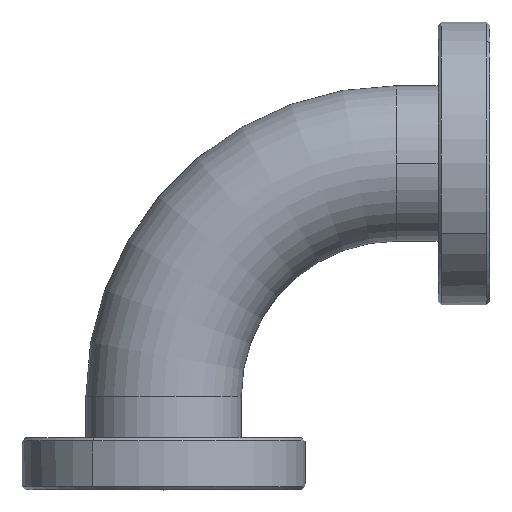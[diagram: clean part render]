
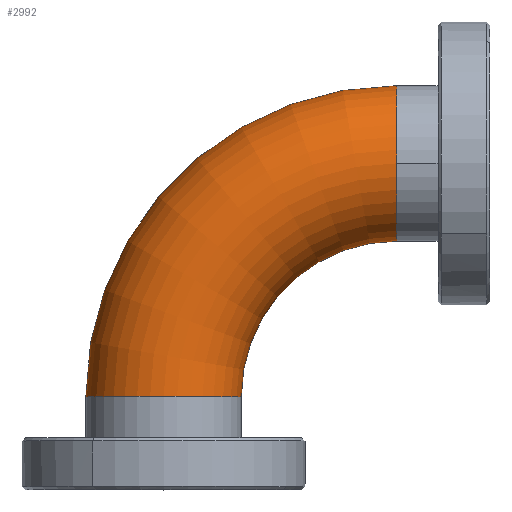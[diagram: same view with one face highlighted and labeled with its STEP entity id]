
A CAD part, top view. The second image highlights one B-rep face of the part: STEP entity #2992.
In plain terms, the highlighted toroidal (fillet/blend) face has major radius 57.15 mm and minor radius 19.05 mm.
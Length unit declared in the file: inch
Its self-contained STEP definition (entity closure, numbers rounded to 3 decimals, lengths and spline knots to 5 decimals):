
#2039 = CARTESIAN_POINT ( 'NONE',  ( -0.75, 0.69, 0. ) ) ;
#2040 = CARTESIAN_POINT ( 'NONE',  ( 0.75, 0.69, 0. ) ) ;
#2046 = CARTESIAN_POINT ( 'NONE',  ( 2.25, 3.69, 0. ) ) ;
#2047 = DIRECTION ( 'NONE',  ( -1., 0., 0. ) ) ;
#2048 = DIRECTION ( 'NONE',  ( 0., 0., -1. ) ) ;
#2049 = CARTESIAN_POINT ( 'NONE',  ( 2.25, 0.69, 0. ) ) ;
#2050 = AXIS2_PLACEMENT_3D ( 'NONE', #2049, #2048, #2047 ) ;
#2051 = CIRCLE ( 'NONE', #2050, 3. ) ;
#2058 = CARTESIAN_POINT ( 'NONE',  ( 2.25, 2.19, 0. ) ) ;
#2122 = DIRECTION ( 'NONE',  ( -1., 0., 0. ) ) ;
#2123 = DIRECTION ( 'NONE',  ( 0., 0., -1. ) ) ;
#2124 = CARTESIAN_POINT ( 'NONE',  ( 2.25, 0.69, 0. ) ) ;
#2125 = AXIS2_PLACEMENT_3D ( 'NONE', #2124, #2123, #2122 ) ;
#2126 = CIRCLE ( 'NONE', #2125, 1.5 ) ;
#2142 = CARTESIAN_POINT ( 'NONE',  ( 2.25, 2.94, 0.75 ) ) ;
#2193 = TOROIDAL_SURFACE ( 'NONE', #2254, 2.25, 0.75 ) ;
#2194 = DIRECTION ( 'NONE',  ( 0., 0., 1. ) ) ;
#2195 = DIRECTION ( 'NONE',  ( 1., 0., 0. ) ) ;
#2196 = CARTESIAN_POINT ( 'NONE',  ( 2.25, 2.94, 0. ) ) ;
#2197 = AXIS2_PLACEMENT_3D ( 'NONE', #2196, #2195, #2194 ) ;
#2198 = CIRCLE ( 'NONE', #2197, 0.75 ) ;
#2199 = FACE_OUTER_BOUND ( 'NONE', #2997, .T. ) ;
#2210 = DIRECTION ( 'NONE',  ( 0., 0., 1. ) ) ;
#2211 = DIRECTION ( 'NONE',  ( 1., 0., 0. ) ) ;
#2212 = CARTESIAN_POINT ( 'NONE',  ( 2.25, 2.94, 0. ) ) ;
#2213 = AXIS2_PLACEMENT_3D ( 'NONE', #2212, #2211, #2210 ) ;
#2214 = CIRCLE ( 'NONE', #2213, 0.75 ) ;
#2251 = DIRECTION ( 'NONE',  ( -1., 0., 0. ) ) ;
#2252 = DIRECTION ( 'NONE',  ( 0., 0., -1. ) ) ;
#2253 = CARTESIAN_POINT ( 'NONE',  ( 2.25, 0.69, 0. ) ) ;
#2254 = AXIS2_PLACEMENT_3D ( 'NONE', #2253, #2252, #2251 ) ;
#2353 = DIRECTION ( 'NONE',  ( 0., 0., 1. ) ) ;
#2354 = DIRECTION ( 'NONE',  ( 0., 1., 0. ) ) ;
#2355 = CARTESIAN_POINT ( 'NONE',  ( 0., 0.69, 0. ) ) ;
#2356 = AXIS2_PLACEMENT_3D ( 'NONE', #2355, #2354, #2353 ) ;
#2357 = CIRCLE ( 'NONE', #2356, 0.75 ) ;
#2906 = VERTEX_POINT ( 'NONE', #2058 ) ;
#2909 = EDGE_CURVE ( 'NONE', #2916, #2910, #2051, .T. ) ;
#2910 = VERTEX_POINT ( 'NONE', #2046 ) ;
#2915 = VERTEX_POINT ( 'NONE', #2040 ) ;
#2916 = VERTEX_POINT ( 'NONE', #2039 ) ;
#2933 = EDGE_CURVE ( 'NONE', #2915, #2906, #2126, .T. ) ;
#2958 = VERTEX_POINT ( 'NONE', #2142 ) ;
#2970 = ORIENTED_EDGE ( 'NONE', *, *, #3120, .T. ) ;
#2985 = EDGE_CURVE ( 'NONE', #2910, #2958, #2214, .T. ) ;
#2990 = ORIENTED_EDGE ( 'NONE', *, *, #2909, .F. ) ;
#2991 = EDGE_CURVE ( 'NONE', #2958, #2906, #2198, .T. ) ;
#2992 = ADVANCED_FACE ( 'NONE', ( #2199 ), #2193, .T. ) ;
#2997 = EDGE_LOOP ( 'NONE', ( #2990, #2970, #3023, #3015, #3014 ) ) ;
#3014 = ORIENTED_EDGE ( 'NONE', *, *, #2985, .F. ) ;
#3015 = ORIENTED_EDGE ( 'NONE', *, *, #2991, .F. ) ;
#3023 = ORIENTED_EDGE ( 'NONE', *, *, #2933, .T. ) ;
#3120 = EDGE_CURVE ( 'NONE', #2916, #2915, #2357, .T. ) ;
